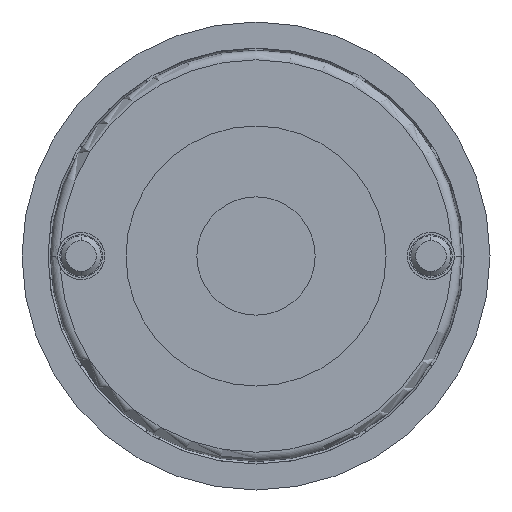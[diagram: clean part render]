
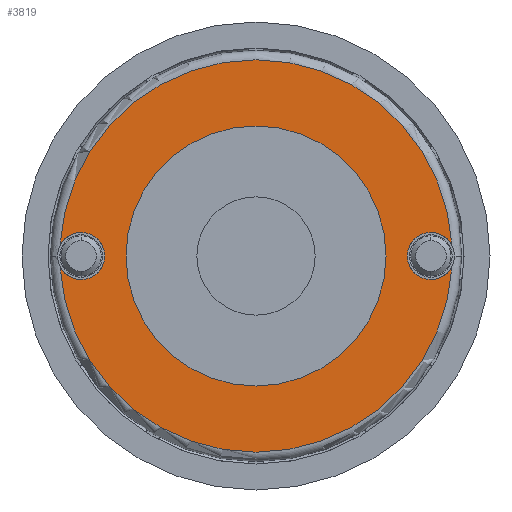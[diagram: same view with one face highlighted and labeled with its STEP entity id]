
A CAD part, front view. The second image highlights one B-rep face of the part: STEP entity #3819.
In plain terms, the highlighted planar face has unit normal (0, -1, 0).
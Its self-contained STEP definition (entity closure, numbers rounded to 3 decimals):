
#77 = CARTESIAN_POINT ( 'NONE',  ( -2.307, 0., 41.436 ) ) ;
#115 = VERTEX_POINT ( 'NONE', #77 ) ;
#228 = AXIS2_PLACEMENT_3D ( 'NONE', #2876, #4578, #2915 ) ;
#392 = DIRECTION ( 'NONE',  ( 0., 1., 0. ) ) ;
#595 = VERTEX_POINT ( 'NONE', #8565 ) ;
#626 = AXIS2_PLACEMENT_3D ( 'NONE', #4101, #4083, #4067 ) ;
#635 = DIRECTION ( 'NONE',  ( 0., 0., 1. ) ) ;
#708 = CIRCLE ( 'NONE', #626, 27.5 ) ;
#846 = CARTESIAN_POINT ( 'NONE',  ( 0., 0., -37. ) ) ;
#930 = DIRECTION ( 'NONE',  ( 0., 0., -1. ) ) ;
#961 = DIRECTION ( 'NONE',  ( 0., -1., 0. ) ) ;
#977 = CARTESIAN_POINT ( 'NONE',  ( 0., 0., 0. ) ) ;
#1671 = DIRECTION ( 'NONE',  ( 0., 0., -1. ) ) ;
#1681 = DIRECTION ( 'NONE',  ( 0., -1., 0. ) ) ;
#1695 = EDGE_LOOP ( 'NONE', ( #4348, #4356, #4436, #4519, #4531, #4553 ) ) ;
#1697 = CARTESIAN_POINT ( 'NONE',  ( 27.5, 0., 0. ) ) ;
#1835 = PLANE ( 'NONE',  #5272 ) ;
#2323 = CARTESIAN_POINT ( 'NONE',  ( 2.307, 0., 41.436 ) ) ;
#2328 = AXIS2_PLACEMENT_3D ( 'NONE', #977, #961, #930 ) ;
#2876 = CARTESIAN_POINT ( 'NONE',  ( 0., 0., 37. ) ) ;
#2915 = DIRECTION ( 'NONE',  ( 0., 0., 1. ) ) ;
#3180 = EDGE_CURVE ( 'NONE', #5369, #5656, #9020, .T. ) ;
#3323 = CIRCLE ( 'NONE', #3324, 5. ) ;
#3324 = AXIS2_PLACEMENT_3D ( 'NONE', #846, #392, #635 ) ;
#3459 = AXIS2_PLACEMENT_3D ( 'NONE', #4528, #4395, #5584 ) ;
#3757 = AXIS2_PLACEMENT_3D ( 'NONE', #11217, #11207, #11177 ) ;
#3819 = ADVANCED_FACE ( 'NONE', ( #5950, #5972 ), #1835, .T. ) ;
#4067 = DIRECTION ( 'NONE',  ( 0., 0., -1. ) ) ;
#4083 = DIRECTION ( 'NONE',  ( 0., -1., 0. ) ) ;
#4101 = CARTESIAN_POINT ( 'NONE',  ( 0., 0., 0. ) ) ;
#4185 = EDGE_CURVE ( 'NONE', #5656, #4614, #3323, .T. ) ;
#4348 = ORIENTED_EDGE ( 'NONE', *, *, #3180, .T. ) ;
#4356 = ORIENTED_EDGE ( 'NONE', *, *, #4185, .T. ) ;
#4395 = DIRECTION ( 'NONE',  ( 0., -1., 0. ) ) ;
#4436 = ORIENTED_EDGE ( 'NONE', *, *, #9699, .T. ) ;
#4519 = ORIENTED_EDGE ( 'NONE', *, *, #11323, .T. ) ;
#4528 = CARTESIAN_POINT ( 'NONE',  ( 0., 0., 0. ) ) ;
#4531 = ORIENTED_EDGE ( 'NONE', *, *, #8318, .T. ) ;
#4553 = ORIENTED_EDGE ( 'NONE', *, *, #9552, .T. ) ;
#4570 = ORIENTED_EDGE ( 'NONE', *, *, #10252, .F. ) ;
#4578 = DIRECTION ( 'NONE',  ( 0., 1., 0. ) ) ;
#4614 = VERTEX_POINT ( 'NONE', #4728 ) ;
#4639 = ORIENTED_EDGE ( 'NONE', *, *, #4642, .F. ) ;
#4642 = EDGE_CURVE ( 'NONE', #6804, #595, #708, .T. ) ;
#4728 = CARTESIAN_POINT ( 'NONE',  ( 2.307, 0., -41.436 ) ) ;
#4736 = DIRECTION ( 'NONE',  ( 0., 1., 0. ) ) ;
#4994 = CARTESIAN_POINT ( 'NONE',  ( 0., 0., 37. ) ) ;
#5025 = DIRECTION ( 'NONE',  ( 0., 0., 1. ) ) ;
#5272 = AXIS2_PLACEMENT_3D ( 'NONE', #1697, #1681, #1671 ) ;
#5369 = VERTEX_POINT ( 'NONE', #11164 ) ;
#5557 = AXIS2_PLACEMENT_3D ( 'NONE', #4994, #4736, #5025 ) ;
#5581 = VERTEX_POINT ( 'NONE', #9493 ) ;
#5584 = DIRECTION ( 'NONE',  ( 0., 0., -1. ) ) ;
#5656 = VERTEX_POINT ( 'NONE', #7970 ) ;
#5950 = FACE_OUTER_BOUND ( 'NONE', #1695, .T. ) ;
#5972 = FACE_BOUND ( 'NONE', #8524, .T. ) ;
#6365 = CIRCLE ( 'NONE', #228, 5. ) ;
#6804 = VERTEX_POINT ( 'NONE', #8515 ) ;
#7047 = DIRECTION ( 'NONE',  ( 0., 0., 1. ) ) ;
#7055 = DIRECTION ( 'NONE',  ( 0., 1., 0. ) ) ;
#7097 = CARTESIAN_POINT ( 'NONE',  ( 0., 0., -37. ) ) ;
#7541 = CIRCLE ( 'NONE', #2328, 27.5 ) ;
#7970 = CARTESIAN_POINT ( 'NONE',  ( 0., 0., -32. ) ) ;
#8198 = CIRCLE ( 'NONE', #3459, 41.5 ) ;
#8308 = CIRCLE ( 'NONE', #3757, 41.5 ) ;
#8318 = EDGE_CURVE ( 'NONE', #5581, #115, #9581, .T. ) ;
#8515 = CARTESIAN_POINT ( 'NONE',  ( 0., 0., 27.5 ) ) ;
#8524 = EDGE_LOOP ( 'NONE', ( #4570, #4639 ) ) ;
#8565 = CARTESIAN_POINT ( 'NONE',  ( 0., 0., -27.5 ) ) ;
#9020 = CIRCLE ( 'NONE', #9308, 5. ) ;
#9308 = AXIS2_PLACEMENT_3D ( 'NONE', #7097, #7055, #7047 ) ;
#9493 = CARTESIAN_POINT ( 'NONE',  ( 0., 0., 32. ) ) ;
#9552 = EDGE_CURVE ( 'NONE', #115, #5369, #8308, .T. ) ;
#9581 = CIRCLE ( 'NONE', #5557, 5. ) ;
#9699 = EDGE_CURVE ( 'NONE', #4614, #10143, #8198, .T. ) ;
#10143 = VERTEX_POINT ( 'NONE', #2323 ) ;
#10252 = EDGE_CURVE ( 'NONE', #595, #6804, #7541, .T. ) ;
#11164 = CARTESIAN_POINT ( 'NONE',  ( -2.307, 0., -41.436 ) ) ;
#11177 = DIRECTION ( 'NONE',  ( 0., 0., -1. ) ) ;
#11207 = DIRECTION ( 'NONE',  ( 0., -1., 0. ) ) ;
#11217 = CARTESIAN_POINT ( 'NONE',  ( 0., 0., 0. ) ) ;
#11323 = EDGE_CURVE ( 'NONE', #10143, #5581, #6365, .T. ) ;
